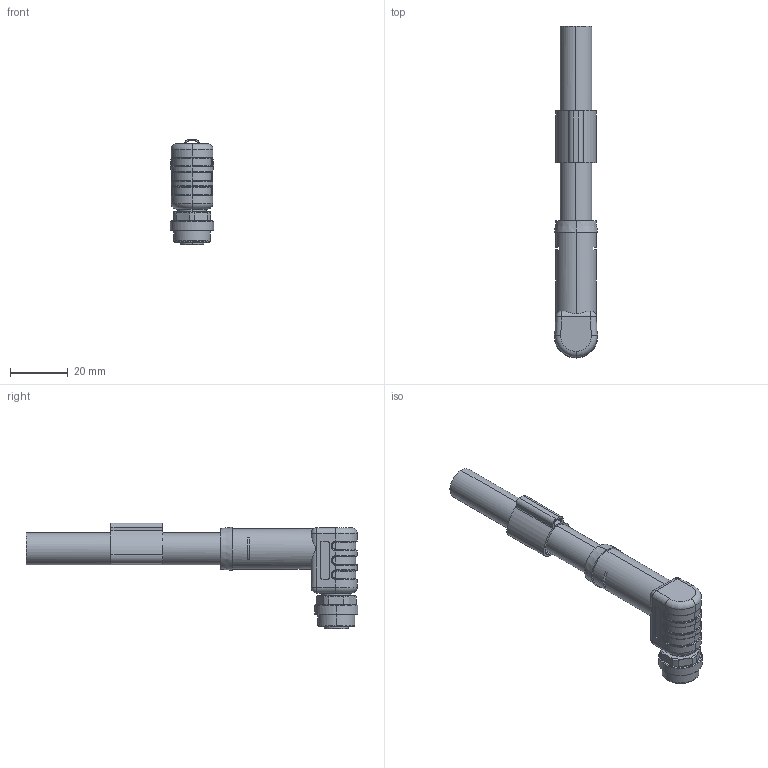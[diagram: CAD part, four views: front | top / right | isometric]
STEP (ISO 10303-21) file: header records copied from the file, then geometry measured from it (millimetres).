
FILE_DESCRIPTION(('CATIA V5 STEP Exchange','CAx-IF Rec.Pracs.--- Model Styling and Organization---1.4--- 2014-01-23'),'2;1');
FILE_NAME ('332088-2_0_2050011000_2050011000.stp','2021-03-04T12:44:49+00:00',('none'),('Weidmueller'),'CATIA Version 5-6 Release 2016 SP3 HF44','CATIA V5 STEP AP214','none');
FILE_SCHEMA(('AUTOMOTIVE_DESIGN { 1 0 10303 214 1 1 1 1 }'));
Length unit declared in the file: millimetre
Products named in the file (1): 2050011000
Bounding box: 15 x 114.89 x 36.6 mm (x, y, z)
Volume: 17771.6 mm3; surface area: 9588.2 mm2
Topology: 4 solids, 5 shells, 338 faces, 859 edges, 542 vertices
Faces by surface type: cylinder 117, plane 98, torus 46, bspline 42, cone 31, sphere 4
Entity records: 11559 total; most frequent: CARTESIAN_POINT 4134, ORIENTED_EDGE 1710, DIRECTION 1180, EDGE_CURVE 855, AXIS2_PLACEMENT_3D 568, VERTEX_POINT 542, EDGE_LOOP 359, ADVANCED_FACE 338
